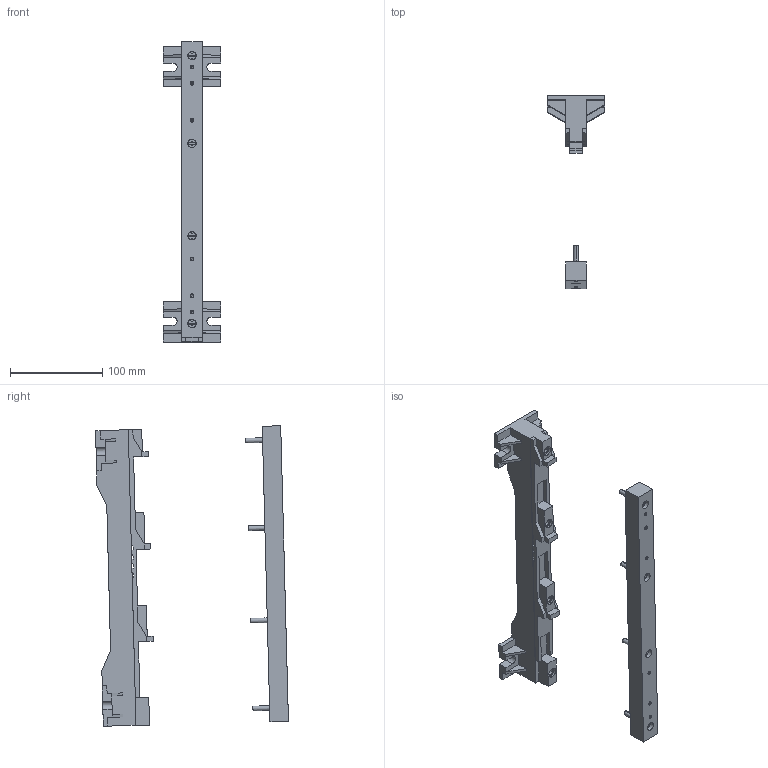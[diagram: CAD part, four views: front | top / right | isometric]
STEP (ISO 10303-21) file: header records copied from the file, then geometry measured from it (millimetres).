
FILE_DESCRIPTION(('CATIA V5 STEP Exchange','CAx-IF Rec.Pracs.--- Model Styling and Organization---1.2---2011-12-15'),'2;1');
FILE_NAME('01479.stp','2017-07-17T06:59:00+00:00',('none'),('none'),'Version 5-6 Release 2012','CATIA V5 STEP AP214','none');
FILE_SCHEMA(('AUTOMOTIVE_DESIGN { 1 0 10303 214 1 1 1 1 }'));
Length unit declared in the file: millimetre
Products named in the file (7): connection module Gr. 3-R with foreclosure; 01479000; rail support lower part cpl.; 79437000; 79438000; cover for universal rail support 100mm system; cylinder screw M5X30
Assembly tree (9 placements, depth 4):
  connection module Gr. 3-R with foreclosure
    01479000
      rail support lower part cpl.
        79437000
        79438000
      cover for universal rail support 100mm system
      cylinder screw M5X30  x4
Bounding box: 62 x 208.72 x 325.14 mm (x, y, z)
Volume: 372160.9 mm3; surface area: 113823.3 mm2
Topology: 7 solids, 7 shells, 382 faces, 996 edges, 648 vertices
Faces by surface type: plane 276, cylinder 94, cone 12
Entity records: 8886 total; most frequent: ORIENTED_EDGE 1644, CARTESIAN_POINT 1536, DIRECTION 1170, EDGE_CURVE 822, VECTOR 664, LINE 664, VERTEX_POINT 540, EDGE_LOOP 368
